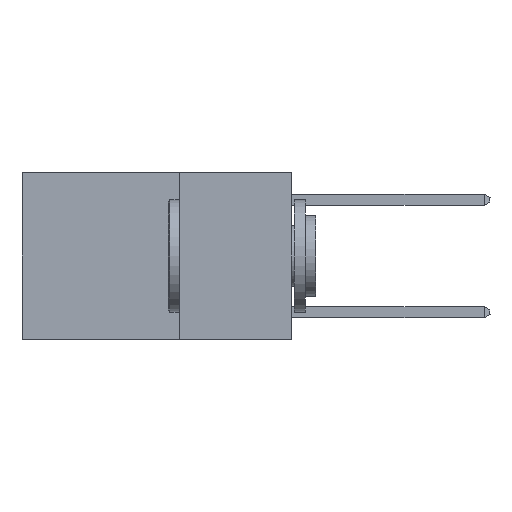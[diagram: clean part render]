
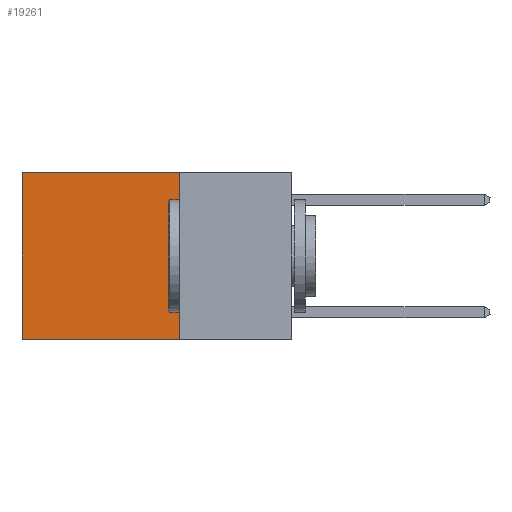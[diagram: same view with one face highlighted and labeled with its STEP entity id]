
A CAD part, left-side view. The second image highlights one B-rep face of the part: STEP entity #19261.
In plain terms, the highlighted planar face has unit normal (-1, 0, 0).
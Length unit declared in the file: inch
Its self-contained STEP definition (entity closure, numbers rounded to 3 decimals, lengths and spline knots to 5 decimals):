
#37 = DIRECTION ( 'NONE',  ( 0., 0., -1. ) ) ;
#949 = VECTOR ( 'NONE', #22407, 39.37008 ) ;
#1240 = DIRECTION ( 'NONE',  ( 1., 0., 0. ) ) ;
#1557 = EDGE_CURVE ( 'NONE', #6095, #24093, #6724, .T. ) ;
#2761 = VERTEX_POINT ( 'NONE', #10135 ) ;
#3034 = AXIS2_PLACEMENT_3D ( 'NONE', #13511, #1240, #26178 ) ;
#4958 = VECTOR ( 'NONE', #37, 39.37008 ) ;
#5831 = CARTESIAN_POINT ( 'NONE',  ( 0.2625, 0.6, 0. ) ) ;
#6095 = VERTEX_POINT ( 'NONE', #26162 ) ;
#6297 = VECTOR ( 'NONE', #24611, 39.37008 ) ;
#6694 = EDGE_CURVE ( 'NONE', #6095, #2761, #14401, .T. ) ;
#6724 = LINE ( 'NONE', #23068, #6794 ) ;
#6794 = VECTOR ( 'NONE', #12922, 39.37008 ) ;
#8263 = LINE ( 'NONE', #5831, #4958 ) ;
#8320 = CARTESIAN_POINT ( 'NONE',  ( 0.2625, 0.25, -0.37 ) ) ;
#8978 = VERTEX_POINT ( 'NONE', #18599 ) ;
#9956 = CARTESIAN_POINT ( 'NONE',  ( 0.2625, 0.6, 0. ) ) ;
#10135 = CARTESIAN_POINT ( 'NONE',  ( 0.2625, 0.25, -0.37 ) ) ;
#11360 = PLANE ( 'NONE',  #3034 ) ;
#11375 = EDGE_CURVE ( 'NONE', #24093, #8978, #8263, .T. ) ;
#12276 = EDGE_CURVE ( 'NONE', #2761, #8978, #26234, .T. ) ;
#12922 = DIRECTION ( 'NONE',  ( 0., 1., 0. ) ) ;
#13511 = CARTESIAN_POINT ( 'NONE',  ( 0.2625, 0.25, 0. ) ) ;
#14344 = ORIENTED_EDGE ( 'NONE', *, *, #11375, .T. ) ;
#14401 = LINE ( 'NONE', #16547, #949 ) ;
#15004 = ORIENTED_EDGE ( 'NONE', *, *, #1557, .T. ) ;
#16547 = CARTESIAN_POINT ( 'NONE',  ( 0.2625, 0.25, 0. ) ) ;
#17192 = ORIENTED_EDGE ( 'NONE', *, *, #12276, .F. ) ;
#18599 = CARTESIAN_POINT ( 'NONE',  ( 0.2625, 0.6, -0.37 ) ) ;
#18869 = EDGE_LOOP ( 'NONE', ( #14344, #17192, #25380, #15004 ) ) ;
#19261 = ADVANCED_FACE ( 'NONE', ( #23915 ), #11360, .F. ) ;
#22407 = DIRECTION ( 'NONE',  ( 0., 0., -1. ) ) ;
#23068 = CARTESIAN_POINT ( 'NONE',  ( 0.2625, 0.25, 0. ) ) ;
#23915 = FACE_OUTER_BOUND ( 'NONE', #18869, .T. ) ;
#24093 = VERTEX_POINT ( 'NONE', #9956 ) ;
#24611 = DIRECTION ( 'NONE',  ( 0., 1., 0. ) ) ;
#25380 = ORIENTED_EDGE ( 'NONE', *, *, #6694, .F. ) ;
#26162 = CARTESIAN_POINT ( 'NONE',  ( 0.2625, 0.25, 0. ) ) ;
#26178 = DIRECTION ( 'NONE',  ( 0., 0., -1. ) ) ;
#26234 = LINE ( 'NONE', #8320, #6297 ) ;
